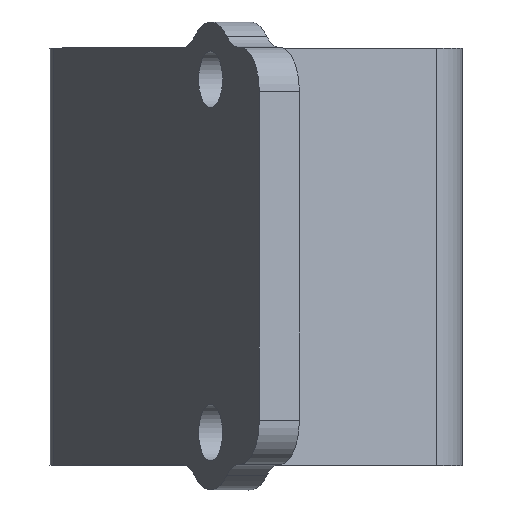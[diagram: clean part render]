
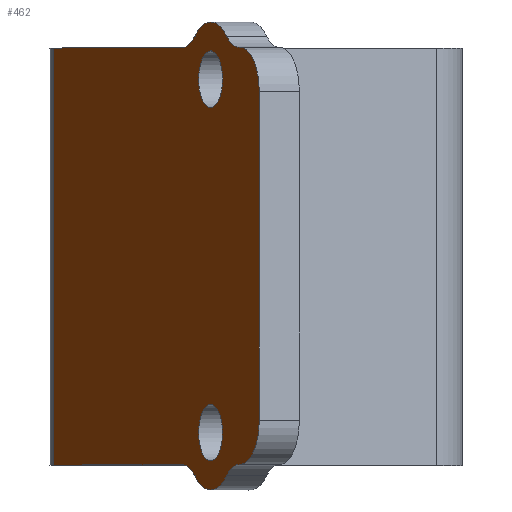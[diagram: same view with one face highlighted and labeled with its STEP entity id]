
A CAD part, top view. The second image highlights one B-rep face of the part: STEP entity #462.
In plain terms, the highlighted planar face has unit normal (-0.906, 0, 0.423).
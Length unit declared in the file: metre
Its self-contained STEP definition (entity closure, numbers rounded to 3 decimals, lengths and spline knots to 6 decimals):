
#45=CIRCLE('',#519,0.0016);
#46=CIRCLE('',#520,0.0016);
#47=CIRCLE('',#521,0.0025);
#48=CIRCLE('',#522,0.0025);
#49=CIRCLE('',#523,0.00325);
#50=CIRCLE('',#524,0.0025);
#51=CIRCLE('',#525,0.0025);
#52=CIRCLE('',#526,0.00325);
#53=CIRCLE('',#527,0.0025);
#54=CIRCLE('',#528,0.0025);
#118=ORIENTED_EDGE('',*,*,#236,.F.);
#119=ORIENTED_EDGE('',*,*,#237,.F.);
#120=ORIENTED_EDGE('',*,*,#234,.T.);
#121=ORIENTED_EDGE('',*,*,#238,.T.);
#122=ORIENTED_EDGE('',*,*,#195,.F.);
#123=ORIENTED_EDGE('',*,*,#239,.T.);
#124=ORIENTED_EDGE('',*,*,#240,.T.);
#125=ORIENTED_EDGE('',*,*,#241,.T.);
#126=ORIENTED_EDGE('',*,*,#198,.F.);
#127=ORIENTED_EDGE('',*,*,#242,.T.);
#128=ORIENTED_EDGE('',*,*,#243,.T.);
#129=ORIENTED_EDGE('',*,*,#244,.T.);
#130=ORIENTED_EDGE('',*,*,#245,.T.);
#131=ORIENTED_EDGE('',*,*,#246,.T.);
#132=ORIENTED_EDGE('',*,*,#189,.T.);
#133=ORIENTED_EDGE('',*,*,#247,.T.);
#189=EDGE_CURVE('',#255,#256,#301,.T.);
#195=EDGE_CURVE('',#261,#262,#307,.T.);
#198=EDGE_CURVE('',#264,#265,#309,.T.);
#234=EDGE_CURVE('',#292,#291,#328,.T.);
#236=EDGE_CURVE('',#293,#293,#45,.T.);
#237=EDGE_CURVE('',#294,#294,#46,.T.);
#238=EDGE_CURVE('',#291,#262,#47,.T.);
#239=EDGE_CURVE('',#261,#295,#48,.F.);
#240=EDGE_CURVE('',#295,#296,#49,.T.);
#241=EDGE_CURVE('',#296,#265,#50,.F.);
#242=EDGE_CURVE('',#264,#297,#330,.F.);
#243=EDGE_CURVE('',#297,#298,#331,.T.);
#244=EDGE_CURVE('',#298,#299,#51,.F.);
#245=EDGE_CURVE('',#299,#300,#52,.T.);
#246=EDGE_CURVE('',#300,#255,#53,.F.);
#247=EDGE_CURVE('',#256,#292,#54,.T.);
#255=VERTEX_POINT('',#695);
#256=VERTEX_POINT('',#696);
#261=VERTEX_POINT('',#707);
#262=VERTEX_POINT('',#709);
#264=VERTEX_POINT('',#715);
#265=VERTEX_POINT('',#716);
#291=VERTEX_POINT('',#785);
#292=VERTEX_POINT('',#787);
#293=VERTEX_POINT('',#791);
#294=VERTEX_POINT('',#793);
#295=VERTEX_POINT('',#796);
#296=VERTEX_POINT('',#798);
#297=VERTEX_POINT('',#801);
#298=VERTEX_POINT('',#803);
#299=VERTEX_POINT('',#805);
#300=VERTEX_POINT('',#807);
#301=LINE('',#694,#337);
#307=LINE('',#708,#343);
#309=LINE('',#714,#345);
#328=LINE('',#786,#364);
#330=LINE('',#800,#366);
#331=LINE('',#802,#367);
#337=VECTOR('',#548,1.);
#343=VECTOR('',#556,1.);
#345=VECTOR('',#562,1.);
#364=VECTOR('',#631,1.);
#366=VECTOR('',#647,1.);
#367=VECTOR('',#648,1.);
#388=EDGE_LOOP('',(#118));
#389=EDGE_LOOP('',(#119));
#390=EDGE_LOOP('',(#120,#121,#122,#123,#124,#125,#126,#127,#128,#129,#130,
#131,#132,#133));
#422=FACE_BOUND('',#388,.T.);
#423=FACE_BOUND('',#389,.T.);
#424=FACE_BOUND('',#390,.T.);
#449=PLANE('',#518);
#462=ADVANCED_FACE('',(#422,#423,#424),#449,.T.);
#518=AXIS2_PLACEMENT_3D('',#789,#633,#634);
#519=AXIS2_PLACEMENT_3D('',#790,#635,#636);
#520=AXIS2_PLACEMENT_3D('',#792,#637,#638);
#521=AXIS2_PLACEMENT_3D('',#794,#639,#640);
#522=AXIS2_PLACEMENT_3D('',#795,#641,#642);
#523=AXIS2_PLACEMENT_3D('',#797,#643,#644);
#524=AXIS2_PLACEMENT_3D('',#799,#645,#646);
#525=AXIS2_PLACEMENT_3D('',#804,#649,#650);
#526=AXIS2_PLACEMENT_3D('',#806,#651,#652);
#527=AXIS2_PLACEMENT_3D('',#808,#653,#654);
#528=AXIS2_PLACEMENT_3D('',#809,#655,#656);
#548=DIRECTION('',(0.423,0.,0.906));
#556=DIRECTION('',(0.423,0.,0.906));
#562=DIRECTION('',(0.423,0.,0.906));
#631=DIRECTION('',(0.,1.,0.));
#633=DIRECTION('',(-0.906,0.,0.423));
#634=DIRECTION('',(0.423,0.,0.906));
#635=DIRECTION('',(-0.906,0.,0.423));
#636=DIRECTION('',(0.423,0.,0.906));
#637=DIRECTION('',(-0.906,0.,0.423));
#638=DIRECTION('',(0.423,0.,0.906));
#639=DIRECTION('',(-0.906,0.,0.423));
#640=DIRECTION('',(0.423,0.,0.906));
#641=DIRECTION('',(-0.906,0.,0.423));
#642=DIRECTION('',(0.423,0.,0.906));
#643=DIRECTION('',(-0.906,0.,0.423));
#644=DIRECTION('',(0.423,0.,0.906));
#645=DIRECTION('',(-0.906,0.,0.423));
#646=DIRECTION('',(0.423,0.,0.906));
#647=DIRECTION('',(0.,1.,0.));
#648=DIRECTION('',(0.423,0.,0.906));
#649=DIRECTION('',(-0.906,0.,0.423));
#650=DIRECTION('',(0.423,0.,0.906));
#651=DIRECTION('',(-0.906,0.,0.423));
#652=DIRECTION('',(0.423,0.,0.906));
#653=DIRECTION('',(-0.906,0.,0.423));
#654=DIRECTION('',(0.423,0.,0.906));
#655=DIRECTION('',(-0.906,0.,0.423));
#656=DIRECTION('',(0.423,0.,0.906));
#694=CARTESIAN_POINT('',(-0.070981,-0.0118,0.091306));
#695=CARTESIAN_POINT('',(-0.065775,-0.0118,0.102469));
#696=CARTESIAN_POINT('',(-0.065698,-0.0118,0.102634));
#707=CARTESIAN_POINT('',(-0.065775,0.0118,0.102469));
#708=CARTESIAN_POINT('',(-0.070981,0.0118,0.091306));
#709=CARTESIAN_POINT('',(-0.065698,0.0118,0.102634));
#714=CARTESIAN_POINT('',(-0.070981,0.0118,0.091306));
#715=CARTESIAN_POINT('',(-0.076263,0.0118,0.079977));
#716=CARTESIAN_POINT('',(-0.069002,0.0118,0.095549));
#785=CARTESIAN_POINT('',(-0.064641,0.0093,0.1049));
#786=CARTESIAN_POINT('',(-0.064641,-0.364962,0.1049));
#787=CARTESIAN_POINT('',(-0.064641,-0.0093,0.1049));
#789=CARTESIAN_POINT('',(-0.070981,-0.364962,0.091306));
#790=CARTESIAN_POINT('',(-0.067388,-0.01,0.099009));
#791=CARTESIAN_POINT('',(-0.066712,-0.01,0.100459));
#792=CARTESIAN_POINT('',(-0.067388,0.01,0.099009));
#793=CARTESIAN_POINT('',(-0.066712,0.01,0.100459));
#794=CARTESIAN_POINT('',(-0.065698,0.0093,0.102634));
#795=CARTESIAN_POINT('',(-0.065775,0.0143,0.102469));
#796=CARTESIAN_POINT('',(-0.066476,0.01243,0.100965));
#797=CARTESIAN_POINT('',(-0.067388,0.01,0.099009));
#798=CARTESIAN_POINT('',(-0.0683,0.01243,0.097054));
#799=CARTESIAN_POINT('',(-0.069002,0.0143,0.095549));
#800=CARTESIAN_POINT('',(-0.076263,-0.364962,0.079977));
#801=CARTESIAN_POINT('',(-0.076263,-0.0118,0.079977));
#802=CARTESIAN_POINT('',(-0.070981,-0.0118,0.091306));
#803=CARTESIAN_POINT('',(-0.069002,-0.0118,0.095549));
#804=CARTESIAN_POINT('',(-0.069002,-0.0143,0.095549));
#805=CARTESIAN_POINT('',(-0.0683,-0.01243,0.097054));
#806=CARTESIAN_POINT('',(-0.067388,-0.01,0.099009));
#807=CARTESIAN_POINT('',(-0.066476,-0.01243,0.100965));
#808=CARTESIAN_POINT('',(-0.065775,-0.0143,0.102469));
#809=CARTESIAN_POINT('',(-0.065698,-0.0093,0.102634));
